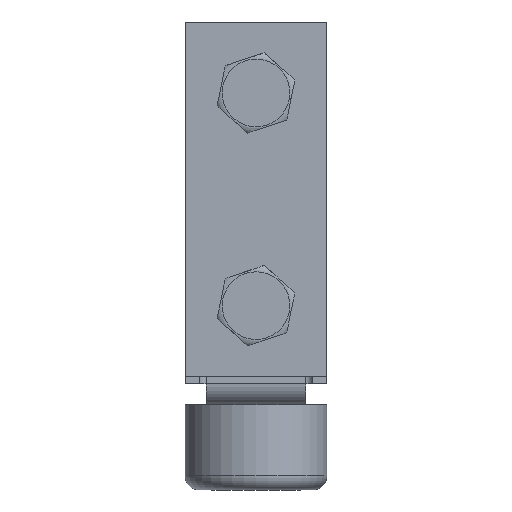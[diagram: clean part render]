
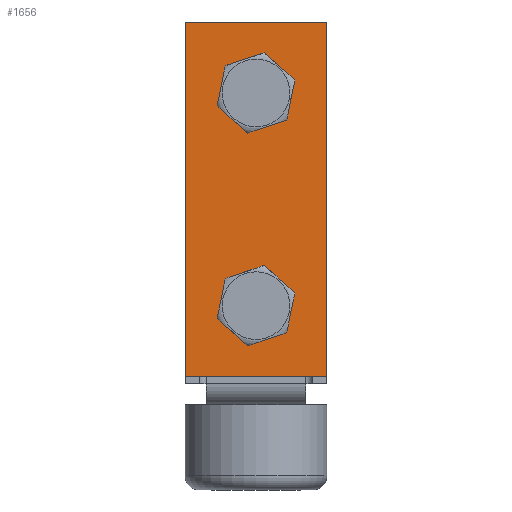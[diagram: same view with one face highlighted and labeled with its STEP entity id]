
A CAD part, front view. The second image highlights one B-rep face of the part: STEP entity #1656.
In plain terms, the highlighted face is planar.
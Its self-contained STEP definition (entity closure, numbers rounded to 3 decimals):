
#158=FACE_BOUND('',#418,.T.);
#159=FACE_BOUND('',#419,.T.);
#214=PLANE('',#1965);
#306=FACE_OUTER_BOUND('',#417,.T.);
#417=EDGE_LOOP('',(#1476,#1477,#1478,#1479));
#418=EDGE_LOOP('',(#1480,#1481));
#419=EDGE_LOOP('',(#1482,#1483));
#523=LINE('',#3154,#634);
#527=LINE('',#3162,#638);
#530=LINE('',#3168,#641);
#533=LINE('',#3173,#644);
#634=VECTOR('',#2402,10.);
#638=VECTOR('',#2408,10.);
#641=VECTOR('',#2413,10.);
#644=VECTOR('',#2418,10.);
#729=CIRCLE('',#1952,4.1);
#730=CIRCLE('',#1953,4.1);
#733=CIRCLE('',#1957,4.1);
#734=CIRCLE('',#1958,4.1);
#853=VERTEX_POINT('',#3132);
#854=VERTEX_POINT('',#3133);
#857=VERTEX_POINT('',#3142);
#858=VERTEX_POINT('',#3143);
#861=VERTEX_POINT('',#3152);
#862=VERTEX_POINT('',#3153);
#865=VERTEX_POINT('',#3161);
#867=VERTEX_POINT('',#3167);
#1058=EDGE_CURVE('',#853,#854,#729,.T.);
#1059=EDGE_CURVE('',#854,#853,#730,.T.);
#1063=EDGE_CURVE('',#857,#858,#733,.T.);
#1064=EDGE_CURVE('',#858,#857,#734,.T.);
#1068=EDGE_CURVE('',#861,#862,#523,.T.);
#1072=EDGE_CURVE('',#862,#865,#527,.T.);
#1075=EDGE_CURVE('',#865,#867,#530,.T.);
#1078=EDGE_CURVE('',#867,#861,#533,.T.);
#1476=ORIENTED_EDGE('',*,*,#1068,.F.);
#1477=ORIENTED_EDGE('',*,*,#1078,.F.);
#1478=ORIENTED_EDGE('',*,*,#1075,.F.);
#1479=ORIENTED_EDGE('',*,*,#1072,.F.);
#1480=ORIENTED_EDGE('',*,*,#1058,.T.);
#1481=ORIENTED_EDGE('',*,*,#1059,.T.);
#1482=ORIENTED_EDGE('',*,*,#1063,.T.);
#1483=ORIENTED_EDGE('',*,*,#1064,.T.);
#1656=ADVANCED_FACE('',(#306,#158,#159),#214,.T.);
#1952=AXIS2_PLACEMENT_3D('',#3134,#2380,#2381);
#1953=AXIS2_PLACEMENT_3D('',#3135,#2382,#2383);
#1957=AXIS2_PLACEMENT_3D('',#3144,#2391,#2392);
#1958=AXIS2_PLACEMENT_3D('',#3145,#2393,#2394);
#1965=AXIS2_PLACEMENT_3D('',#3175,#2420,#2421);
#2380=DIRECTION('center_axis',(0.,0.,-1.));
#2381=DIRECTION('ref_axis',(1.,0.,0.));
#2382=DIRECTION('center_axis',(0.,0.,-1.));
#2383=DIRECTION('ref_axis',(1.,0.,0.));
#2391=DIRECTION('center_axis',(0.,0.,-1.));
#2392=DIRECTION('ref_axis',(1.,0.,0.));
#2393=DIRECTION('center_axis',(0.,0.,-1.));
#2394=DIRECTION('ref_axis',(1.,0.,0.));
#2402=DIRECTION('',(0.,-1.,0.));
#2408=DIRECTION('',(-1.,0.,0.));
#2413=DIRECTION('',(0.,1.,0.));
#2418=DIRECTION('',(1.,0.,0.));
#2420=DIRECTION('center_axis',(0.,0.,1.));
#2421=DIRECTION('ref_axis',(1.,0.,0.));
#3132=CARTESIAN_POINT('',(-10.9,0.,4.));
#3133=CARTESIAN_POINT('',(-19.1,0.,4.));
#3134=CARTESIAN_POINT('Origin',(-15.,0.,4.));
#3135=CARTESIAN_POINT('Origin',(-15.,0.,4.));
#3142=CARTESIAN_POINT('',(19.1,0.,4.));
#3143=CARTESIAN_POINT('',(10.9,0.,4.));
#3144=CARTESIAN_POINT('Origin',(15.,0.,4.));
#3145=CARTESIAN_POINT('Origin',(15.,0.,4.));
#3152=CARTESIAN_POINT('',(25.,10.,4.));
#3153=CARTESIAN_POINT('',(25.,-10.,4.));
#3154=CARTESIAN_POINT('',(25.,10.,4.));
#3161=CARTESIAN_POINT('',(-25.,-10.,4.));
#3162=CARTESIAN_POINT('',(25.,-10.,4.));
#3167=CARTESIAN_POINT('',(-25.,10.,4.));
#3168=CARTESIAN_POINT('',(-25.,-10.,4.));
#3173=CARTESIAN_POINT('',(-25.,10.,4.));
#3175=CARTESIAN_POINT('Origin',(0.,0.,4.));
